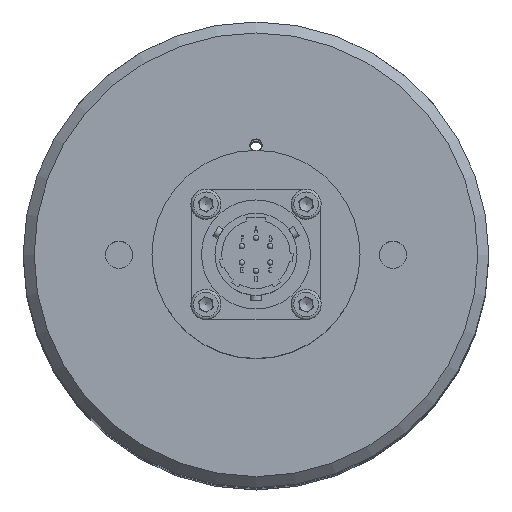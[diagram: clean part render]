
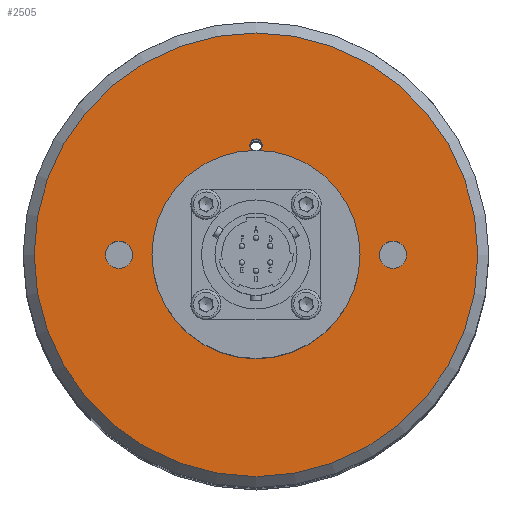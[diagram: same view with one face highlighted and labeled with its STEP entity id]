
A CAD part, top view. The second image highlights one B-rep face of the part: STEP entity #2505.
In plain terms, the highlighted planar face has unit normal (0, 0, 1).
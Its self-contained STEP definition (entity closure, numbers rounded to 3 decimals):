
#135 = CIRCLE ( 'NONE', #1111, 1.15 ) ;
#177 = CIRCLE ( 'NONE', #4468, 14.25 ) ;
#233 = CIRCLE ( 'NONE', #3999, 2.5 ) ;
#366 = DIRECTION ( 'NONE',  ( 1., 0., 0. ) ) ;
#627 = EDGE_CURVE ( 'NONE', #2338, #2338, #177, .T. ) ;
#695 = EDGE_LOOP ( 'NONE', ( #2131 ) ) ;
#704 = EDGE_CURVE ( 'NONE', #2342, #2342, #135, .T. ) ;
#832 = DIRECTION ( 'NONE',  ( 0., 0., -1. ) ) ;
#1111 = AXIS2_PLACEMENT_3D ( 'NONE', #1887, #4312, #2280 ) ;
#1145 = ORIENTED_EDGE ( 'NONE', *, *, #2735, .F. ) ;
#1242 = AXIS2_PLACEMENT_3D ( 'NONE', #4206, #2540, #366 ) ;
#1299 = EDGE_LOOP ( 'NONE', ( #3447 ) ) ;
#1383 = CARTESIAN_POINT ( 'NONE',  ( 40.5, 0., 0. ) ) ;
#1489 = ORIENTED_EDGE ( 'NONE', *, *, #2670, .T. ) ;
#1635 = CARTESIAN_POINT ( 'NONE',  ( -25., 0., 0. ) ) ;
#1887 = CARTESIAN_POINT ( 'NONE',  ( 0., 20., 0. ) ) ;
#1974 = DIRECTION ( 'NONE',  ( 0., 0., 1. ) ) ;
#2003 = EDGE_LOOP ( 'NONE', ( #1489 ) ) ;
#2017 = DIRECTION ( 'NONE',  ( 1., 0., 0. ) ) ;
#2112 = CARTESIAN_POINT ( 'NONE',  ( 25., 0., 0. ) ) ;
#2131 = ORIENTED_EDGE ( 'NONE', *, *, #627, .T. ) ;
#2155 = VERTEX_POINT ( 'NONE', #2906 ) ;
#2192 = VERTEX_POINT ( 'NONE', #1383 ) ;
#2211 = VERTEX_POINT ( 'NONE', #3857 ) ;
#2280 = DIRECTION ( 'NONE',  ( 1., 0., 0. ) ) ;
#2338 = VERTEX_POINT ( 'NONE', #3179 ) ;
#2342 = VERTEX_POINT ( 'NONE', #3504 ) ;
#2386 = EDGE_LOOP ( 'NONE', ( #2810 ) ) ;
#2501 = DIRECTION ( 'NONE',  ( 1., 0., 0. ) ) ;
#2505 = ADVANCED_FACE ( 'NONE', ( #4262, #4310, #4294, #4283, #4306 ), #3221, .T. ) ;
#2540 = DIRECTION ( 'NONE',  ( 0., 0., 1. ) ) ;
#2670 = EDGE_CURVE ( 'NONE', #2192, #2192, #4397, .T. ) ;
#2723 = EDGE_LOOP ( 'NONE', ( #1145 ) ) ;
#2735 = EDGE_CURVE ( 'NONE', #2211, #2211, #4417, .T. ) ;
#2810 = ORIENTED_EDGE ( 'NONE', *, *, #704, .T. ) ;
#2906 = CARTESIAN_POINT ( 'NONE',  ( 27.5, 0., 0. ) ) ;
#2947 = EDGE_CURVE ( 'NONE', #2155, #2155, #233, .T. ) ;
#3037 = CARTESIAN_POINT ( 'NONE',  ( 0., 0., 0. ) ) ;
#3179 = CARTESIAN_POINT ( 'NONE',  ( 14.25, 0., 0. ) ) ;
#3221 = PLANE ( 'NONE',  #1242 ) ;
#3342 = DIRECTION ( 'NONE',  ( 1., 0., 0. ) ) ;
#3430 = AXIS2_PLACEMENT_3D ( 'NONE', #4052, #1974, #4381 ) ;
#3447 = ORIENTED_EDGE ( 'NONE', *, *, #2947, .F. ) ;
#3504 = CARTESIAN_POINT ( 'NONE',  ( 1.15, 20., 0. ) ) ;
#3857 = CARTESIAN_POINT ( 'NONE',  ( -22.5, 0., 0. ) ) ;
#3999 = AXIS2_PLACEMENT_3D ( 'NONE', #2112, #4488, #2501 ) ;
#4052 = CARTESIAN_POINT ( 'NONE',  ( 0., 0., 0. ) ) ;
#4091 = DIRECTION ( 'NONE',  ( 0., 0., 1. ) ) ;
#4206 = CARTESIAN_POINT ( 'NONE',  ( 0., 0., 0. ) ) ;
#4262 = FACE_BOUND ( 'NONE', #1299, .T. ) ;
#4283 = FACE_OUTER_BOUND ( 'NONE', #2003, .T. ) ;
#4294 = FACE_BOUND ( 'NONE', #2386, .T. ) ;
#4306 = FACE_BOUND ( 'NONE', #695, .T. ) ;
#4307 = AXIS2_PLACEMENT_3D ( 'NONE', #1635, #4091, #2017 ) ;
#4310 = FACE_BOUND ( 'NONE', #2723, .T. ) ;
#4312 = DIRECTION ( 'NONE',  ( 0., 0., -1. ) ) ;
#4381 = DIRECTION ( 'NONE',  ( 1., 0., 0. ) ) ;
#4397 = CIRCLE ( 'NONE', #3430, 40.5 ) ;
#4417 = CIRCLE ( 'NONE', #4307, 2.5 ) ;
#4468 = AXIS2_PLACEMENT_3D ( 'NONE', #3037, #832, #3342 ) ;
#4488 = DIRECTION ( 'NONE',  ( 0., 0., 1. ) ) ;
